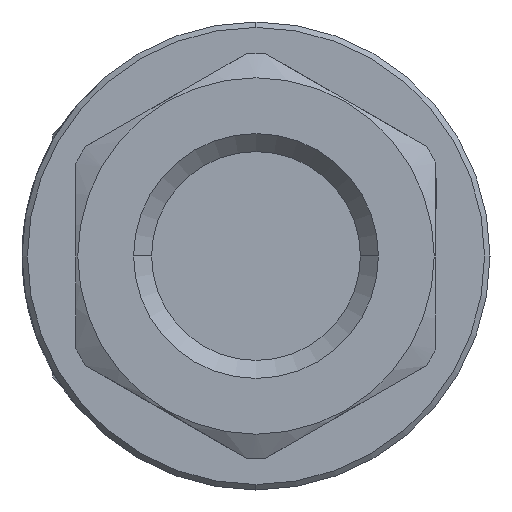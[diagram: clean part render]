
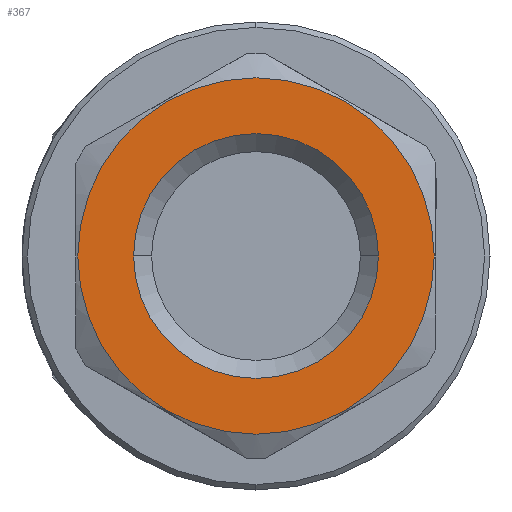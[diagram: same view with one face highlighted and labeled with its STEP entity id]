
A CAD part, left-side view. The second image highlights one B-rep face of the part: STEP entity #367.
In plain terms, the highlighted planar face has unit normal (-1, 0, 0).
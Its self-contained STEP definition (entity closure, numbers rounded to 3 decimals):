
#74 = VERTEX_POINT ( 'NONE', #2702 ) ;
#106 = VERTEX_POINT ( 'NONE', #2671 ) ;
#108 = VERTEX_POINT ( 'NONE', #2669 ) ;
#109 = VERTEX_POINT ( 'NONE', #2668 ) ;
#288 = EDGE_CURVE ( 'NONE', #74, #108, #2807, .T. ) ;
#367 = ADVANCED_FACE ( 'NONE', ( #1283, #1282 ), #3333, .T. ) ;
#436 = EDGE_CURVE ( 'NONE', #106, #109, #2225, .T. ) ;
#437 = EDGE_CURVE ( 'NONE', #108, #74, #2218, .T. ) ;
#554 = EDGE_CURVE ( 'NONE', #109, #106, #3252, .T. ) ;
#1282 = FACE_BOUND ( 'NONE', #3020, .T. ) ;
#1283 = FACE_OUTER_BOUND ( 'NONE', #3019, .T. ) ;
#1845 = AXIS2_PLACEMENT_3D ( 'NONE', #3331, #3328, #3323 ) ;
#2217 = AXIS2_PLACEMENT_3D ( 'NONE', #3606, #3605, #3604 ) ;
#2218 = CIRCLE ( 'NONE', #2217, 9.9 ) ;
#2219 = AXIS2_PLACEMENT_3D ( 'NONE', #3609, #3608, #3607 ) ;
#2225 = CIRCLE ( 'NONE', #2219, 6.8 ) ;
#2668 = CARTESIAN_POINT ( 'NONE',  ( -59.8, -6.8, 0. ) ) ;
#2669 = CARTESIAN_POINT ( 'NONE',  ( -59.8, 9.9, 0. ) ) ;
#2671 = CARTESIAN_POINT ( 'NONE',  ( -59.8, 6.8, 0. ) ) ;
#2702 = CARTESIAN_POINT ( 'NONE',  ( -59.8, -9.9, 0. ) ) ;
#2805 = AXIS2_PLACEMENT_3D ( 'NONE', #3770, #3769, #3768 ) ;
#2807 = CIRCLE ( 'NONE', #2805, 9.9 ) ;
#3019 = EDGE_LOOP ( 'NONE', ( #4544, #4542 ) ) ;
#3020 = EDGE_LOOP ( 'NONE', ( #4557, #4541 ) ) ;
#3245 = AXIS2_PLACEMENT_3D ( 'NONE', #4156, #4155, #4154 ) ;
#3252 = CIRCLE ( 'NONE', #3245, 6.8 ) ;
#3323 = DIRECTION ( 'NONE',  ( 0., -1., 0. ) ) ;
#3328 = DIRECTION ( 'NONE',  ( -1., 0., 0. ) ) ;
#3331 = CARTESIAN_POINT ( 'NONE',  ( -59.8, 0., 0. ) ) ;
#3333 = PLANE ( 'NONE',  #1845 ) ;
#3604 = DIRECTION ( 'NONE',  ( 0., -1., 0. ) ) ;
#3605 = DIRECTION ( 'NONE',  ( -1., 0., 0. ) ) ;
#3606 = CARTESIAN_POINT ( 'NONE',  ( -59.8, 0., 0. ) ) ;
#3607 = DIRECTION ( 'NONE',  ( 0., 1., 0. ) ) ;
#3608 = DIRECTION ( 'NONE',  ( 1., 0., 0. ) ) ;
#3609 = CARTESIAN_POINT ( 'NONE',  ( -59.8, 0., 0. ) ) ;
#3768 = DIRECTION ( 'NONE',  ( 0., -1., 0. ) ) ;
#3769 = DIRECTION ( 'NONE',  ( -1., 0., 0. ) ) ;
#3770 = CARTESIAN_POINT ( 'NONE',  ( -59.8, 0., 0. ) ) ;
#4154 = DIRECTION ( 'NONE',  ( 0., 1., 0. ) ) ;
#4155 = DIRECTION ( 'NONE',  ( 1., 0., 0. ) ) ;
#4156 = CARTESIAN_POINT ( 'NONE',  ( -59.8, 0., 0. ) ) ;
#4541 = ORIENTED_EDGE ( 'NONE', *, *, #436, .T. ) ;
#4542 = ORIENTED_EDGE ( 'NONE', *, *, #288, .T. ) ;
#4544 = ORIENTED_EDGE ( 'NONE', *, *, #437, .T. ) ;
#4557 = ORIENTED_EDGE ( 'NONE', *, *, #554, .T. ) ;
